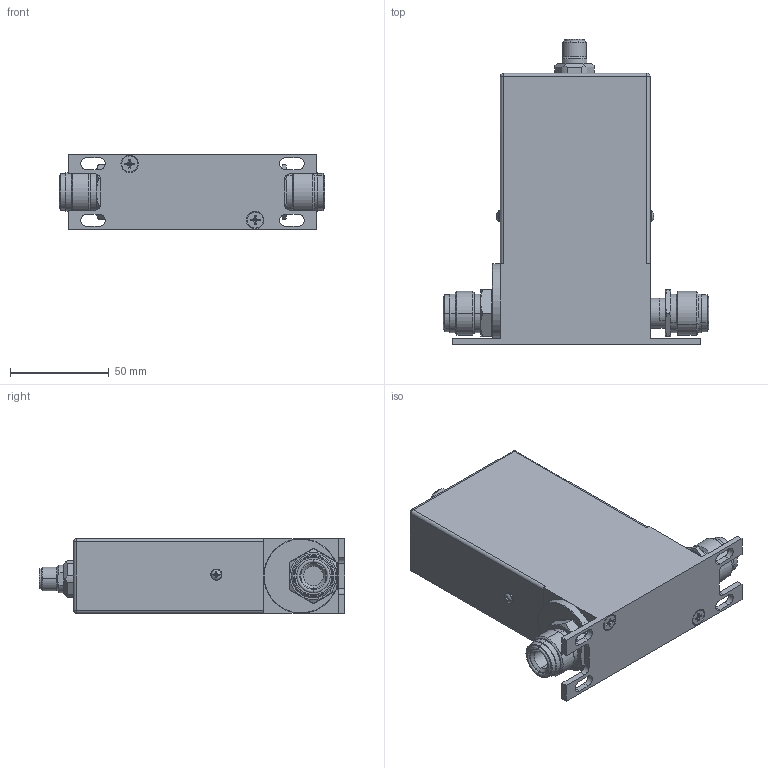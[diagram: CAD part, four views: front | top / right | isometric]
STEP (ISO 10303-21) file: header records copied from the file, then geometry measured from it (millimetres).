
FILE_DESCRIPTION((''),'2;1');
FILE_NAME('MC20A_DNET_8VCR_SW0001','2010-07-26T',('cockrofm'),('MKS Instruments, Inc.'),'PRO/ENGINEER BY PARAMETRIC TECHNOLOGY CORPORATION, 2009060','PRO/ENGINEER BY PARAMETRIC TECHNOLOGY CORPORATION, 2009060','');
FILE_SCHEMA(('CONFIG_CONTROL_DESIGN'));
Length unit declared in the file: inch
Products named in the file (1): MC20A_DNET_8VCR_SW0001
Bounding box: 134.16 x 154.36 x 37.85 mm (x, y, z)
Volume: 164905.1 mm3; surface area: 91364 mm2
Topology: 1 solids, 3 shells, 1032 faces, 2617 edges, 1581 vertices
Faces by surface type: plane 543, cylinder 262, bspline 146, cone 51, torus 18, sphere 12
Entity records: 41936 total; most frequent: CARTESIAN_POINT 18036, ORIENTED_EDGE 5074, DIRECTION 4606, EDGE_CURVE 2537, VERTEX_POINT 1657, AXIS2_PLACEMENT_3D 1540, VECTOR 1526, LINE 1526
